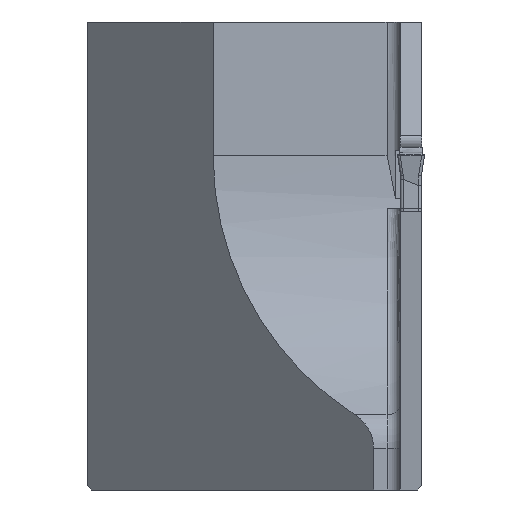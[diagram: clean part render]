
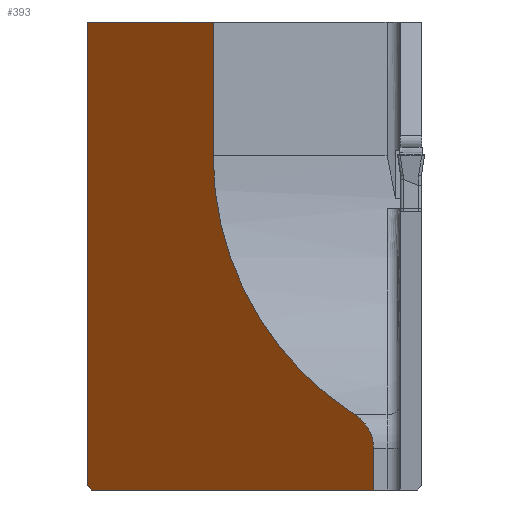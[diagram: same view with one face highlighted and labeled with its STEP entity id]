
A CAD part, left-side view. The second image highlights one B-rep face of the part: STEP entity #393.
In plain terms, the highlighted planar face has unit normal (-0.707, 0.707, 0).
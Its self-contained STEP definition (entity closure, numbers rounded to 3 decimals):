
#303=ELLIPSE('',#1509,4.243,3.);
#304=ELLIPSE('',#1512,32.527,23.);
#393=ADVANCED_FACE('',(#497),#453,.F.);
#453=PLANE('',#1521);
#497=FACE_OUTER_BOUND('',#564,.T.);
#564=EDGE_LOOP('',(#754,#755,#756,#757,#758,#759,#760,#761));
#754=ORIENTED_EDGE('',*,*,#1164,.F.);
#755=ORIENTED_EDGE('',*,*,#1121,.F.);
#756=ORIENTED_EDGE('',*,*,#1133,.F.);
#757=ORIENTED_EDGE('',*,*,#1128,.F.);
#758=ORIENTED_EDGE('',*,*,#1143,.F.);
#759=ORIENTED_EDGE('',*,*,#1165,.F.);
#760=ORIENTED_EDGE('',*,*,#1155,.F.);
#761=ORIENTED_EDGE('',*,*,#1160,.F.);
#1004=VERTEX_POINT('',#1894);
#1005=VERTEX_POINT('',#1896);
#1009=VERTEX_POINT('',#1908);
#1011=VERTEX_POINT('',#1911);
#1021=VERTEX_POINT('',#1938);
#1022=VERTEX_POINT('',#1961);
#1023=VERTEX_POINT('',#1963);
#1027=VERTEX_POINT('',#1975);
#1121=EDGE_CURVE('',#1004,#1005,#1289,.T.);
#1128=EDGE_CURVE('',#1009,#1011,#1295,.T.);
#1133=EDGE_CURVE('',#1011,#1004,#1300,.T.);
#1143=EDGE_CURVE('',#1021,#1009,#1308,.T.);
#1155=EDGE_CURVE('',#1022,#1023,#303,.T.);
#1160=EDGE_CURVE('',#1027,#1022,#304,.T.);
#1164=EDGE_CURVE('',#1005,#1027,#1325,.T.);
#1165=EDGE_CURVE('',#1023,#1021,#1326,.T.);
#1289=LINE('',#1895,#1394);
#1295=LINE('',#1910,#1400);
#1300=LINE('',#1920,#1405);
#1308=LINE('',#1939,#1413);
#1325=LINE('',#1981,#1430);
#1326=LINE('',#1983,#1431);
#1394=VECTOR('',#1603,1.);
#1400=VECTOR('',#1615,1.);
#1405=VECTOR('',#1622,1.);
#1413=VECTOR('',#1638,1.);
#1430=VECTOR('',#1685,1.);
#1431=VECTOR('',#1688,1.);
#1509=AXIS2_PLACEMENT_3D('',#1962,#1670,#1671);
#1512=AXIS2_PLACEMENT_3D('',#1976,#1678,#1679);
#1521=AXIS2_PLACEMENT_3D('',#1993,#1703,#1704);
#1603=DIRECTION('',(-0.707,-0.707,0.));
#1615=DIRECTION('',(0.577,0.577,0.577));
#1622=DIRECTION('',(0.,0.,1.));
#1638=DIRECTION('',(0.707,0.707,0.));
#1670=DIRECTION('',(0.707,-0.707,0.));
#1671=DIRECTION('',(-0.707,-0.707,0.));
#1678=DIRECTION('',(-0.707,0.707,0.));
#1679=DIRECTION('',(-0.707,-0.707,0.));
#1685=DIRECTION('',(0.,0.,-1.));
#1688=DIRECTION('',(0.,0.,-1.));
#1703=DIRECTION('',(0.707,-0.707,0.));
#1704=DIRECTION('',(0.707,0.707,0.));
#1894=CARTESIAN_POINT('',(30.4,0.,10.));
#1895=CARTESIAN_POINT('',(9.,-21.4,10.));
#1896=CARTESIAN_POINT('',(21.,-9.4,10.));
#1908=CARTESIAN_POINT('',(30.1,-0.3,-25.));
#1910=CARTESIAN_POINT('',(16.033,-14.367,-39.067));
#1911=CARTESIAN_POINT('',(30.4,0.,-24.7));
#1920=CARTESIAN_POINT('',(30.4,0.,-25.));
#1938=CARTESIAN_POINT('',(9.,-21.4,-25.));
#1939=CARTESIAN_POINT('',(9.,-21.4,-25.));
#1961=CARTESIAN_POINT('',(10.385,-20.015,-19.381));
#1962=CARTESIAN_POINT('',(12.,-18.4,-21.909));
#1963=CARTESIAN_POINT('',(9.,-21.4,-21.909));
#1975=CARTESIAN_POINT('',(21.,-9.4,0.));
#1976=CARTESIAN_POINT('',(-2.,-32.4,0.));
#1981=CARTESIAN_POINT('',(21.,-9.4,-25.));
#1983=CARTESIAN_POINT('',(9.,-21.4,-25.));
#1993=CARTESIAN_POINT('',(9.,-21.4,-25.));
